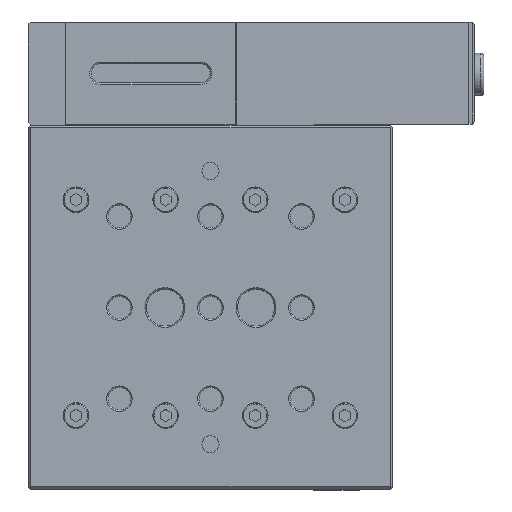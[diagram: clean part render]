
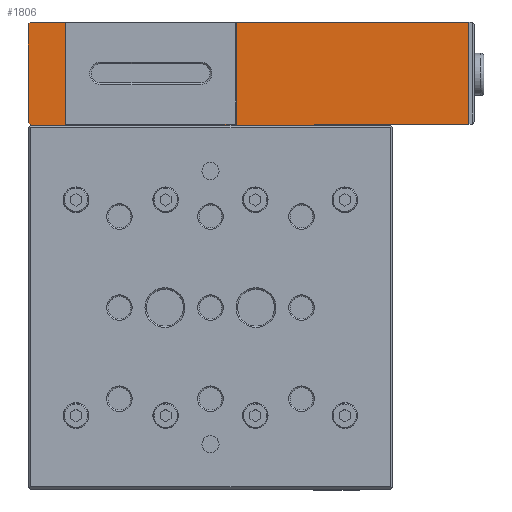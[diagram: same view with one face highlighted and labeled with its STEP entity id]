
A CAD part, top view. The second image highlights one B-rep face of the part: STEP entity #1806.
In plain terms, the highlighted planar face has unit normal (0, 0, 1).
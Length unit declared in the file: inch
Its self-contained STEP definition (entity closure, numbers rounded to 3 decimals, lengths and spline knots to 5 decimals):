
#747=CARTESIAN_POINT('',(0.0125,3.9875,0.9255));
#748=VERTEX_POINT('',#747);
#755=CARTESIAN_POINT('',(0.0075,3.9875,0.9255));
#756=VERTEX_POINT('',#755);
#757=CARTESIAN_POINT('',(0.0075,3.9875,0.9255));
#758=DIRECTION('',(1.0,0.0,0.0));
#759=VECTOR('',#758,0.005);
#760=LINE('',#757,#759);
#761=EDGE_CURVE('',#756,#748,#760,.T.);
#810=CARTESIAN_POINT('',(0.0075,3.9985,0.9255));
#811=VERTEX_POINT('',#810);
#812=CARTESIAN_POINT('',(0.0075,3.9985,0.9255));
#813=DIRECTION('',(0.0,-1.0,0.0));
#814=VECTOR('',#813,0.011);
#815=LINE('',#812,#814);
#816=EDGE_CURVE('',#811,#756,#815,.T.);
#840=CARTESIAN_POINT('',(3.13055,3.9875,0.9255));
#841=VERTEX_POINT('',#840);
#865=CARTESIAN_POINT('',(3.13055,3.9985,0.9255));
#866=VERTEX_POINT('',#865);
#873=CARTESIAN_POINT('',(3.13055,3.9985,0.9255));
#874=DIRECTION('',(0.0,-1.0,0.0));
#875=VECTOR('',#874,0.011);
#876=LINE('',#873,#875);
#877=EDGE_CURVE('',#866,#841,#876,.T.);
#889=CARTESIAN_POINT('',(0.3935,3.9985,0.9255));
#890=VERTEX_POINT('',#889);
#897=CARTESIAN_POINT('',(2.2685,3.9985,0.9255));
#898=VERTEX_POINT('',#897);
#899=CARTESIAN_POINT('',(0.3935,3.9985,0.9255));
#900=DIRECTION('',(1.0,0.0,0.0));
#901=VECTOR('',#900,1.875);
#902=LINE('',#899,#901);
#903=EDGE_CURVE('',#890,#898,#902,.T.);
#1211=CARTESIAN_POINT('',(-0.0125,5.1035,0.9255));
#1212=VERTEX_POINT('',#1211);
#1219=CARTESIAN_POINT('',(0.0075,5.1235,0.9255));
#1220=VERTEX_POINT('',#1219);
#1221=CARTESIAN_POINT('',(-0.0125,5.1035,0.9255));
#1222=DIRECTION('',(0.707,0.707,0.));
#1223=VECTOR('',#1222,0.02828);
#1224=LINE('',#1221,#1223);
#1225=EDGE_CURVE('',#1212,#1220,#1224,.T.);
#1258=CARTESIAN_POINT('',(-0.0125,4.0185,0.9255));
#1259=VERTEX_POINT('',#1258);
#1266=CARTESIAN_POINT('',(-0.0125,5.1035,0.9255));
#1267=DIRECTION('',(0.0,-1.0,0.0));
#1268=VECTOR('',#1267,1.085);
#1269=LINE('',#1266,#1268);
#1270=EDGE_CURVE('',#1212,#1259,#1269,.T.);
#1281=CARTESIAN_POINT('',(0.0075,3.9985,0.9255));
#1282=DIRECTION('',(-0.707,0.707,0.));
#1283=VECTOR('',#1282,0.02828);
#1284=LINE('',#1281,#1283);
#1285=EDGE_CURVE('',#811,#1259,#1284,.T.);
#1302=CARTESIAN_POINT('',(2.2685,5.1235,0.9255));
#1303=VERTEX_POINT('',#1302);
#1319=CARTESIAN_POINT('',(2.2685,3.9985,0.9255));
#1320=DIRECTION('',(0.0,1.0,0.0));
#1321=VECTOR('',#1320,1.125);
#1322=LINE('',#1319,#1321);
#1323=EDGE_CURVE('',#898,#1303,#1322,.T.);
#1363=CARTESIAN_POINT('',(0.3935,5.1235,0.9255));
#1364=VERTEX_POINT('',#1363);
#1371=CARTESIAN_POINT('',(0.3935,3.9985,0.9255));
#1372=DIRECTION('',(0.0,1.0,0.0));
#1373=VECTOR('',#1372,1.125);
#1374=LINE('',#1371,#1373);
#1375=EDGE_CURVE('',#890,#1364,#1374,.T.);
#1395=CARTESIAN_POINT('',(4.8245,3.9985,0.9255));
#1396=VERTEX_POINT('',#1395);
#1403=CARTESIAN_POINT('',(4.8245,3.9985,0.9255));
#1404=DIRECTION('',(-1.0,0.0,0.0));
#1405=VECTOR('',#1404,1.69395);
#1406=LINE('',#1403,#1405);
#1407=EDGE_CURVE('',#1396,#866,#1406,.T.);
#1510=CARTESIAN_POINT('',(4.8245,5.1235,0.9255));
#1511=VERTEX_POINT('',#1510);
#1512=CARTESIAN_POINT('',(4.8245,3.9985,0.9255));
#1513=DIRECTION('',(0.0,1.0,0.0));
#1514=VECTOR('',#1513,1.125);
#1515=LINE('',#1512,#1514);
#1516=EDGE_CURVE('',#1396,#1511,#1515,.T.);
#1770=CARTESIAN_POINT('',(0.3935,3.9985,0.9255));
#1771=DIRECTION('',(0.0,0.0,1.0));
#1772=DIRECTION('',(1.0,0.0,0.0));
#1773=AXIS2_PLACEMENT_3D('',#1770,#1771,#1772);
#1774=PLANE('',#1773);
#1775=ORIENTED_EDGE('',*,*,#1407,.F.);
#1776=ORIENTED_EDGE('',*,*,#1516,.T.);
#1777=CARTESIAN_POINT('',(4.8245,5.1235,0.9255));
#1778=DIRECTION('',(-1.0,0.0,0.0));
#1779=VECTOR('',#1778,2.556);
#1780=LINE('',#1777,#1779);
#1781=EDGE_CURVE('',#1511,#1303,#1780,.T.);
#1782=ORIENTED_EDGE('',*,*,#1781,.T.);
#1783=ORIENTED_EDGE('',*,*,#1323,.F.);
#1784=ORIENTED_EDGE('',*,*,#903,.F.);
#1785=ORIENTED_EDGE('',*,*,#1375,.T.);
#1786=CARTESIAN_POINT('',(0.3935,5.1235,0.9255));
#1787=DIRECTION('',(-1.0,0.0,0.0));
#1788=VECTOR('',#1787,0.386);
#1789=LINE('',#1786,#1788);
#1790=EDGE_CURVE('',#1364,#1220,#1789,.T.);
#1791=ORIENTED_EDGE('',*,*,#1790,.T.);
#1792=ORIENTED_EDGE('',*,*,#1225,.F.);
#1793=ORIENTED_EDGE('',*,*,#1270,.T.);
#1794=ORIENTED_EDGE('',*,*,#1285,.F.);
#1795=ORIENTED_EDGE('',*,*,#816,.T.);
#1796=ORIENTED_EDGE('',*,*,#761,.T.);
#1797=CARTESIAN_POINT('',(3.13055,3.9875,0.9255));
#1798=DIRECTION('',(-1.0,0.0,0.0));
#1799=VECTOR('',#1798,3.11805);
#1800=LINE('',#1797,#1799);
#1801=EDGE_CURVE('',#841,#748,#1800,.T.);
#1802=ORIENTED_EDGE('',*,*,#1801,.F.);
#1803=ORIENTED_EDGE('',*,*,#877,.F.);
#1804=EDGE_LOOP('',(#1775,#1776,#1782,#1783,#1784,#1785,#1791,#1792,#1793,#1794,#1795,#1796,#1802,#1803));
#1805=FACE_OUTER_BOUND('',#1804,.T.);
#1806=ADVANCED_FACE('',(#1805),#1774,.T.);
